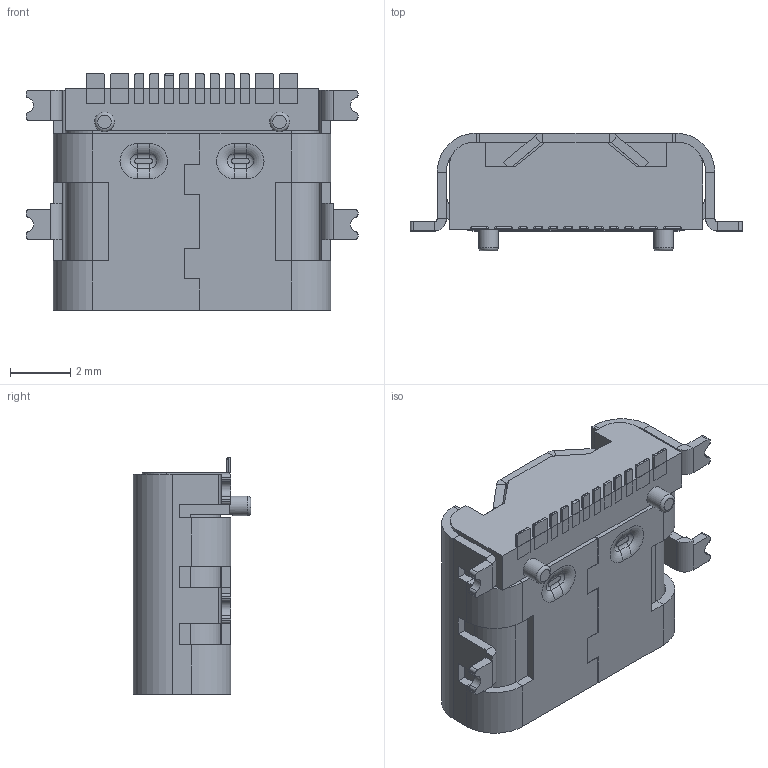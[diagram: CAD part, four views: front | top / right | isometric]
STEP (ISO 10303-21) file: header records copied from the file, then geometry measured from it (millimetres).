
FILE_DESCRIPTION(('STEP AP214'), '1');
FILE_NAME('USB_type_C_smd_12ps', '2023-06-23T04:59:28', (''), (''), 'C3D Converter', 'C3D Toolkit', '');
FILE_SCHEMA(('AUTOMOTIVE_DESIGN { 1 0 10303 214 3 1 1}'));
Length unit declared in the file: millimetre
Bounding box: 11 x 3.9 x 7.85 mm (x, y, z)
Volume: 134.2 mm3; surface area: 817.1 mm2
Topology: 38 solids, 38 shells, 641 faces, 1473 edges, 890 vertices
Faces by surface type: plane 410, cylinder 173, torus 34, sphere 24
Full cylindrical faces by diameter (mm): 0.65 x2
Entity records: 22940 total; most frequent: CARTESIAN_POINT 3055, DIRECTION 3051, ORIENTED_EDGE 2890, EDGE_CURVE 1445, LINE 1071, VECTOR 1071, AXIS2_PLACEMENT_3D 990, VERTEX_POINT 890
